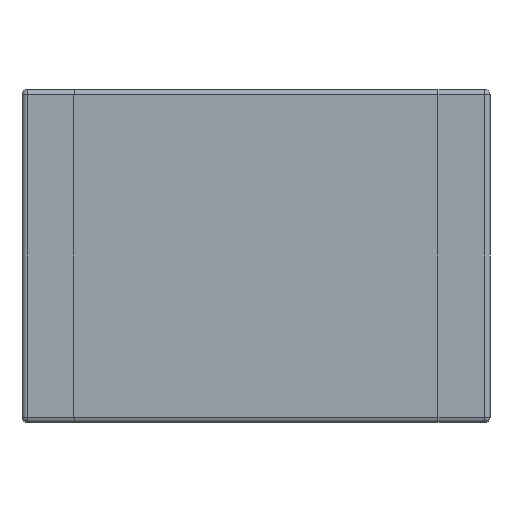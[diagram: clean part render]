
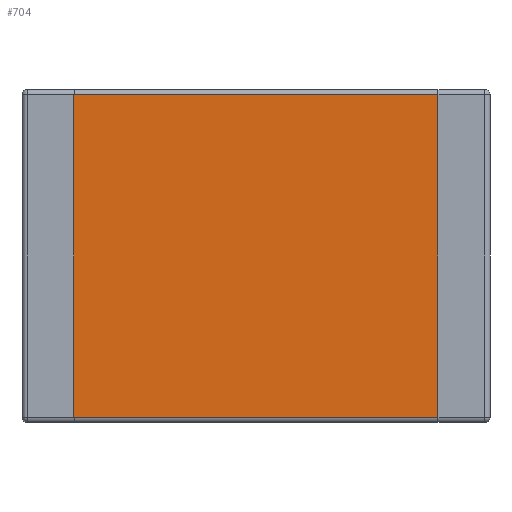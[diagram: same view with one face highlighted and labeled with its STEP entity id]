
A CAD part, front view. The second image highlights one B-rep face of the part: STEP entity #704.
In plain terms, the highlighted planar face has unit normal (0, -1, 0).
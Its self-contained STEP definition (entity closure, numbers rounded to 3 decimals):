
#242 = CARTESIAN_POINT ( 'NONE',  ( -1.75, 0., -1.55 ) ) ;
#247 = DIRECTION ( 'NONE',  ( 0., 0., 1. ) ) ;
#248 = VECTOR ( 'NONE', #247, 1000. ) ;
#249 = CARTESIAN_POINT ( 'NONE',  ( -1.75, 0., -1.6 ) ) ;
#250 = LINE ( 'NONE', #249, #248 ) ;
#285 = DIRECTION ( 'NONE',  ( 0., 0., -1. ) ) ;
#286 = VECTOR ( 'NONE', #285, 1000. ) ;
#287 = CARTESIAN_POINT ( 'NONE',  ( 1.75, 0., -1.6 ) ) ;
#288 = LINE ( 'NONE', #287, #286 ) ;
#289 = CARTESIAN_POINT ( 'NONE',  ( 1.75, 0., -1.55 ) ) ;
#572 = VERTEX_POINT ( 'NONE', #1145 ) ;
#587 = VERTEX_POINT ( 'NONE', #1220 ) ;
#685 = EDGE_CURVE ( 'NONE', #572, #587, #1551, .T. ) ;
#704 = ADVANCED_FACE ( 'NONE', ( #1599 ), #1584, .T. ) ;
#705 = EDGE_LOOP ( 'NONE', ( #706, #707, #765, #764 ) ) ;
#706 = ORIENTED_EDGE ( 'NONE', *, *, #766, .F. ) ;
#707 = ORIENTED_EDGE ( 'NONE', *, *, #708, .T. ) ;
#708 = EDGE_CURVE ( 'NONE', #773, #818, #1636, .T. ) ;
#764 = ORIENTED_EDGE ( 'NONE', *, *, #685, .T. ) ;
#765 = ORIENTED_EDGE ( 'NONE', *, *, #819, .F. ) ;
#766 = EDGE_CURVE ( 'NONE', #773, #587, #250, .T. ) ;
#773 = VERTEX_POINT ( 'NONE', #242 ) ;
#818 = VERTEX_POINT ( 'NONE', #289 ) ;
#819 = EDGE_CURVE ( 'NONE', #572, #818, #288, .T. ) ;
#1145 = CARTESIAN_POINT ( 'NONE',  ( 1.75, 0., 1.55 ) ) ;
#1220 = CARTESIAN_POINT ( 'NONE',  ( -1.75, 0., 1.55 ) ) ;
#1548 = DIRECTION ( 'NONE',  ( -1., 0., 0. ) ) ;
#1549 = VECTOR ( 'NONE', #1548, 1000. ) ;
#1550 = CARTESIAN_POINT ( 'NONE',  ( -2.25, 0., 1.55 ) ) ;
#1551 = LINE ( 'NONE', #1550, #1549 ) ;
#1580 = DIRECTION ( 'NONE',  ( 0., 0., -1. ) ) ;
#1581 = DIRECTION ( 'NONE',  ( 0., -1., 0. ) ) ;
#1582 = CARTESIAN_POINT ( 'NONE',  ( 2.25, 0., -1.6 ) ) ;
#1583 = AXIS2_PLACEMENT_3D ( 'NONE', #1582, #1581, #1580 ) ;
#1584 = PLANE ( 'NONE',  #1583 ) ;
#1599 = FACE_OUTER_BOUND ( 'NONE', #705, .T. ) ;
#1633 = DIRECTION ( 'NONE',  ( 1., 0., 0. ) ) ;
#1634 = VECTOR ( 'NONE', #1633, 1000. ) ;
#1635 = CARTESIAN_POINT ( 'NONE',  ( 2.25, 0., -1.55 ) ) ;
#1636 = LINE ( 'NONE', #1635, #1634 ) ;
